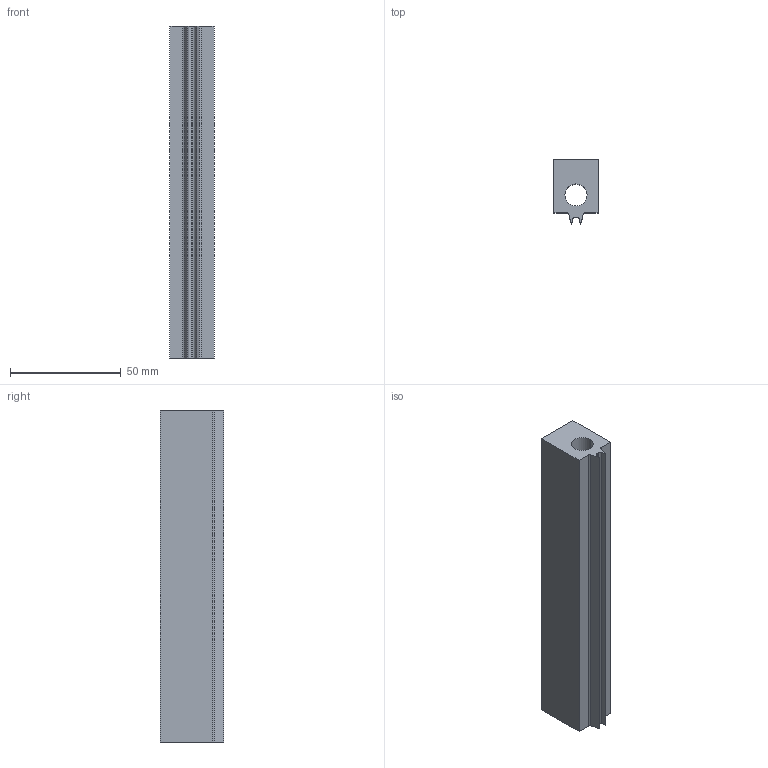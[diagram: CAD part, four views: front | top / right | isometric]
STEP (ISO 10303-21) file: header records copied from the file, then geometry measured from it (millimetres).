
FILE_DESCRIPTION (( 'STEP AP203' ), '1' );
FILE_NAME ('3.STEP', '2021-06-11T08:03:33', ( '' ), ( '' ), 'SwSTEP 2.0', 'SolidWorks 2020', '' );
FILE_SCHEMA (( 'CONFIG_CONTROL_DESIGN' ));
Length unit declared in the file: millimetre
Products named in the file (1): 3
Bounding box: 20 x 28.9 x 150 mm (x, y, z)
Volume: 62194.3 mm3; surface area: 21118 mm2
Topology: 1 solids, 1 shells, 172 faces, 486 edges, 320 vertices
Faces by surface type: cylinder 140, plane 20, bspline 12
Entity records: 13575 total; most frequent: CARTESIAN_POINT 9883, ORIENTED_EDGE 972, DIRECTION 556, EDGE_CURVE 486, VERTEX_POINT 320, AXIS2_PLACEMENT_3D 187, LINE 182, VECTOR 182
